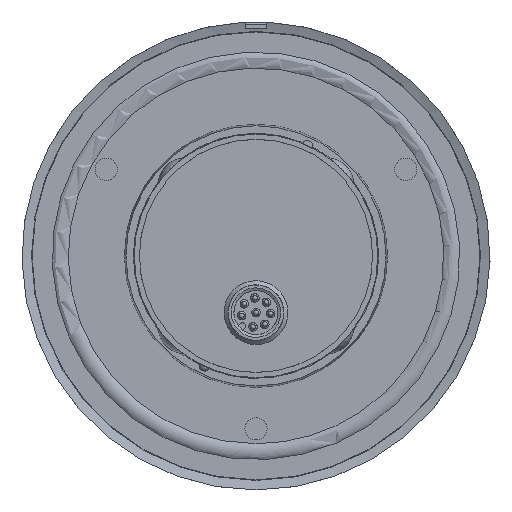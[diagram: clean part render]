
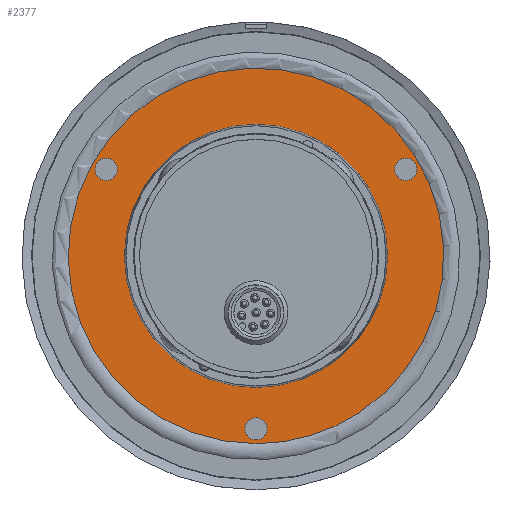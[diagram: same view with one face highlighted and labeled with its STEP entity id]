
A CAD part, front view. The second image highlights one B-rep face of the part: STEP entity #2377.
In plain terms, the highlighted planar face has unit normal (0, -1, 0).
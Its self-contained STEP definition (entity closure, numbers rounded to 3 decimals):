
#281 = ORIENTED_EDGE ( 'NONE', *, *, #1468, .F. ) ;
#284 = VERTEX_POINT ( 'NONE', #10101 ) ;
#361 = EDGE_LOOP ( 'NONE', ( #10289 ) ) ;
#409 = AXIS2_PLACEMENT_3D ( 'NONE', #3791, #11119, #2689 ) ;
#473 = CARTESIAN_POINT ( 'NONE',  ( 28.146, 4.4, 16.25 ) ) ;
#537 = EDGE_CURVE ( 'NONE', #6708, #6708, #3432, .T. ) ;
#619 = CARTESIAN_POINT ( 'NONE',  ( 0., 4.4, 24.744 ) ) ;
#811 = VERTEX_POINT ( 'NONE', #7933 ) ;
#1312 = EDGE_CURVE ( 'NONE', #284, #284, #6603, .T. ) ;
#1468 = EDGE_CURVE ( 'NONE', #811, #811, #4813, .T. ) ;
#2191 = DIRECTION ( 'NONE',  ( 0., -1., 0. ) ) ;
#2228 = AXIS2_PLACEMENT_3D ( 'NONE', #473, #2191, #7811 ) ;
#2377 = ADVANCED_FACE ( 'NONE', ( #8178, #9277, #2683, #3549, #9151 ), #6455, .F. ) ;
#2383 = CARTESIAN_POINT ( 'NONE',  ( 0., 4.4, -35.3 ) ) ;
#2458 = AXIS2_PLACEMENT_3D ( 'NONE', #2648, #2709, #9176 ) ;
#2648 = CARTESIAN_POINT ( 'NONE',  ( 0., 4.4, 0. ) ) ;
#2683 = FACE_BOUND ( 'NONE', #10624, .T. ) ;
#2689 = DIRECTION ( 'NONE',  ( 0., 0., 1. ) ) ;
#2709 = DIRECTION ( 'NONE',  ( 0., -1., 0. ) ) ;
#2878 = CARTESIAN_POINT ( 'NONE',  ( -28.146, 4.4, 16.25 ) ) ;
#2943 = EDGE_CURVE ( 'NONE', #7010, #7010, #3249, .T. ) ;
#3162 = DIRECTION ( 'NONE',  ( 0., -1., 0. ) ) ;
#3249 = CIRCLE ( 'NONE', #2458, 35.3 ) ;
#3432 = CIRCLE ( 'NONE', #6201, 2.098 ) ;
#3549 = FACE_OUTER_BOUND ( 'NONE', #361, .T. ) ;
#3791 = CARTESIAN_POINT ( 'NONE',  ( 0., 4.4, 0. ) ) ;
#4034 = AXIS2_PLACEMENT_3D ( 'NONE', #2878, #6822, #9523 ) ;
#4091 = DIRECTION ( 'NONE',  ( 0., 0., 1. ) ) ;
#4545 = ORIENTED_EDGE ( 'NONE', *, *, #1312, .F. ) ;
#4753 = CIRCLE ( 'NONE', #409, 24.744 ) ;
#4813 = CIRCLE ( 'NONE', #2228, 2.098 ) ;
#5539 = DIRECTION ( 'NONE',  ( 0., 0., 1. ) ) ;
#5798 = AXIS2_PLACEMENT_3D ( 'NONE', #8300, #7370, #5539 ) ;
#5830 = EDGE_LOOP ( 'NONE', ( #4545 ) ) ;
#6201 = AXIS2_PLACEMENT_3D ( 'NONE', #10913, #3162, #4091 ) ;
#6455 = PLANE ( 'NONE',  #5798 ) ;
#6603 = CIRCLE ( 'NONE', #4034, 2.098 ) ;
#6708 = VERTEX_POINT ( 'NONE', #11358 ) ;
#6822 = DIRECTION ( 'NONE',  ( 0., -1., 0. ) ) ;
#7010 = VERTEX_POINT ( 'NONE', #2383 ) ;
#7012 = EDGE_LOOP ( 'NONE', ( #281 ) ) ;
#7370 = DIRECTION ( 'NONE',  ( 0., 1., 0. ) ) ;
#7697 = EDGE_LOOP ( 'NONE', ( #11105 ) ) ;
#7811 = DIRECTION ( 'NONE',  ( 0., 0., 1. ) ) ;
#7933 = CARTESIAN_POINT ( 'NONE',  ( 28.146, 4.4, 18.348 ) ) ;
#8178 = FACE_BOUND ( 'NONE', #5830, .T. ) ;
#8300 = CARTESIAN_POINT ( 'NONE',  ( -35.3, 4.4, 0. ) ) ;
#8958 = EDGE_CURVE ( 'NONE', #9171, #9171, #4753, .T. ) ;
#9151 = FACE_BOUND ( 'NONE', #7697, .T. ) ;
#9171 = VERTEX_POINT ( 'NONE', #619 ) ;
#9176 = DIRECTION ( 'NONE',  ( 0., 0., -1. ) ) ;
#9277 = FACE_BOUND ( 'NONE', #7012, .T. ) ;
#9523 = DIRECTION ( 'NONE',  ( 0., 0., 1. ) ) ;
#10089 = ORIENTED_EDGE ( 'NONE', *, *, #537, .F. ) ;
#10101 = CARTESIAN_POINT ( 'NONE',  ( -28.146, 4.4, 18.348 ) ) ;
#10289 = ORIENTED_EDGE ( 'NONE', *, *, #2943, .T. ) ;
#10624 = EDGE_LOOP ( 'NONE', ( #10089 ) ) ;
#10913 = CARTESIAN_POINT ( 'NONE',  ( 0., 4.4, -32.5 ) ) ;
#11105 = ORIENTED_EDGE ( 'NONE', *, *, #8958, .F. ) ;
#11119 = DIRECTION ( 'NONE',  ( 0., -1., 0. ) ) ;
#11358 = CARTESIAN_POINT ( 'NONE',  ( 0., 4.4, -30.402 ) ) ;
